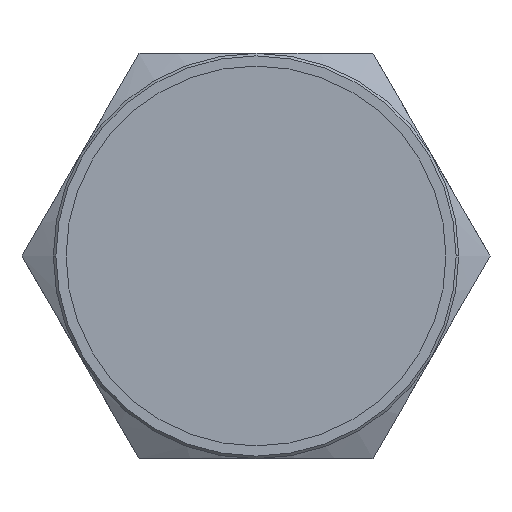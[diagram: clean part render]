
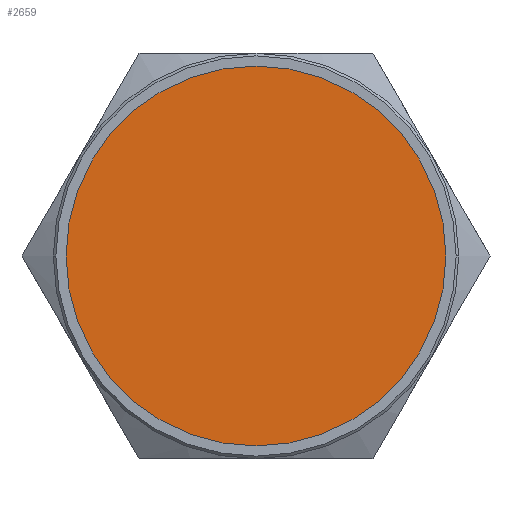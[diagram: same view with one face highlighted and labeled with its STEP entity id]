
A CAD part, left-side view. The second image highlights one B-rep face of the part: STEP entity #2659.
In plain terms, the highlighted planar face has unit normal (-1, 0, 0).
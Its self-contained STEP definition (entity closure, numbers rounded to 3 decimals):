
#107 = AXIS2_PLACEMENT_3D ( 'NONE', #1654, #377, #2851 ) ;
#377 = DIRECTION ( 'NONE',  ( -1., 0., 0. ) ) ;
#1200 = VERTEX_POINT ( 'NONE', #5071 ) ;
#1654 = CARTESIAN_POINT ( 'NONE',  ( -29.375, -3.106, 0. ) ) ;
#1733 = FACE_OUTER_BOUND ( 'NONE', #3393, .T. ) ;
#1963 = DIRECTION ( 'NONE',  ( 0., 0., -1. ) ) ;
#2436 = CARTESIAN_POINT ( 'NONE',  ( -29.375, 11.894, 0. ) ) ;
#2545 = AXIS2_PLACEMENT_3D ( 'NONE', #6890, #7526, #3322 ) ;
#2659 = ADVANCED_FACE ( 'NONE', ( #1733 ), #6798, .F. ) ;
#2844 = CIRCLE ( 'NONE', #2545, 15. ) ;
#2851 = DIRECTION ( 'NONE',  ( 0., -1., 0. ) ) ;
#3076 = VERTEX_POINT ( 'NONE', #7345 ) ;
#3322 = DIRECTION ( 'NONE',  ( 0., -1., 0. ) ) ;
#3393 = EDGE_LOOP ( 'NONE', ( #4775, #6360 ) ) ;
#4583 = CIRCLE ( 'NONE', #107, 15. ) ;
#4719 = AXIS2_PLACEMENT_3D ( 'NONE', #2436, #4882, #1963 ) ;
#4775 = ORIENTED_EDGE ( 'NONE', *, *, #4980, .T. ) ;
#4882 = DIRECTION ( 'NONE',  ( 1., 0., 0. ) ) ;
#4980 = EDGE_CURVE ( 'NONE', #1200, #3076, #4583, .T. ) ;
#5071 = CARTESIAN_POINT ( 'NONE',  ( -29.375, -18.106, 0. ) ) ;
#5681 = EDGE_CURVE ( 'NONE', #3076, #1200, #2844, .T. ) ;
#6360 = ORIENTED_EDGE ( 'NONE', *, *, #5681, .T. ) ;
#6798 = PLANE ( 'NONE',  #4719 ) ;
#6890 = CARTESIAN_POINT ( 'NONE',  ( -29.375, -3.106, 0. ) ) ;
#7345 = CARTESIAN_POINT ( 'NONE',  ( -29.375, 11.894, 0. ) ) ;
#7526 = DIRECTION ( 'NONE',  ( -1., 0., 0. ) ) ;
